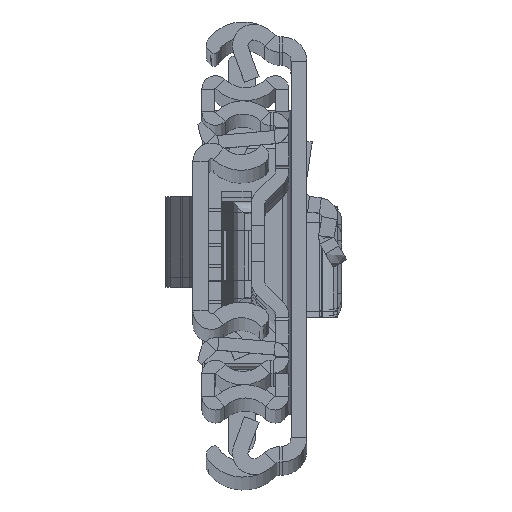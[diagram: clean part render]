
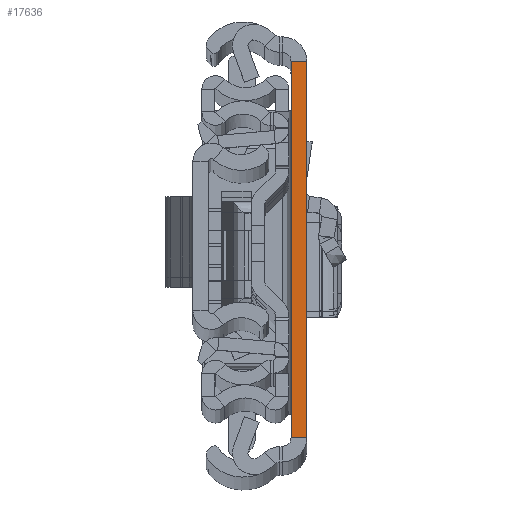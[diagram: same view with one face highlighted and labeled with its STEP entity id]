
A CAD part, top view. The second image highlights one B-rep face of the part: STEP entity #17636.
In plain terms, the highlighted planar face has unit normal (0, 0, 1).
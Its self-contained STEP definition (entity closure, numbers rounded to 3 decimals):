
#167 = DIRECTION ( 'NONE',  ( 0., 1., 0. ) ) ;
#325 = VERTEX_POINT ( 'NONE', #3699 ) ;
#1310 = AXIS2_PLACEMENT_3D ( 'NONE', #5339, #14072, #9811 ) ;
#1738 = CARTESIAN_POINT ( 'NONE',  ( 0., -31.5, 0. ) ) ;
#2810 = VECTOR ( 'NONE', #6203, 1000. ) ;
#3226 = LINE ( 'NONE', #8266, #2810 ) ;
#3531 = ORIENTED_EDGE ( 'NONE', *, *, #4009, .F. ) ;
#3699 = CARTESIAN_POINT ( 'NONE',  ( 0., 31.5, 0. ) ) ;
#3957 = VECTOR ( 'NONE', #18776, 1000. ) ;
#3966 = ORIENTED_EDGE ( 'NONE', *, *, #14280, .T. ) ;
#4009 = EDGE_CURVE ( 'NONE', #325, #14361, #7664, .T. ) ;
#4194 = CARTESIAN_POINT ( 'NONE',  ( 2.6, 31.5, 0. ) ) ;
#4692 = ORIENTED_EDGE ( 'NONE', *, *, #8950, .T. ) ;
#5339 = CARTESIAN_POINT ( 'NONE',  ( 2.6, -31.5, 0. ) ) ;
#5352 = CARTESIAN_POINT ( 'NONE',  ( 2.6, -31.5, 0. ) ) ;
#6203 = DIRECTION ( 'NONE',  ( 0., 1., 0. ) ) ;
#6360 = CARTESIAN_POINT ( 'NONE',  ( 2.6, 31.5, 0. ) ) ;
#6490 = CARTESIAN_POINT ( 'NONE',  ( 0., -31.5, 0. ) ) ;
#7165 = EDGE_CURVE ( 'NONE', #18373, #325, #11887, .T. ) ;
#7583 = VECTOR ( 'NONE', #9430, 1000. ) ;
#7664 = LINE ( 'NONE', #6360, #7583 ) ;
#7710 = VECTOR ( 'NONE', #167, 1000. ) ;
#8266 = CARTESIAN_POINT ( 'NONE',  ( 2.6, -31.5, 0. ) ) ;
#8950 = EDGE_CURVE ( 'NONE', #18373, #14805, #12725, .T. ) ;
#8954 = ORIENTED_EDGE ( 'NONE', *, *, #7165, .F. ) ;
#9430 = DIRECTION ( 'NONE',  ( 1., 0., 0. ) ) ;
#9753 = CARTESIAN_POINT ( 'NONE',  ( 2.6, -31.5, 0. ) ) ;
#9811 = DIRECTION ( 'NONE',  ( 0., 1., 0. ) ) ;
#11887 = LINE ( 'NONE', #1738, #7710 ) ;
#12725 = LINE ( 'NONE', #9753, #3957 ) ;
#14072 = DIRECTION ( 'NONE',  ( 0., 0., -1. ) ) ;
#14170 = PLANE ( 'NONE',  #1310 ) ;
#14280 = EDGE_CURVE ( 'NONE', #14805, #14361, #3226, .T. ) ;
#14361 = VERTEX_POINT ( 'NONE', #4194 ) ;
#14805 = VERTEX_POINT ( 'NONE', #5352 ) ;
#17636 = ADVANCED_FACE ( 'NONE', ( #18631 ), #14170, .F. ) ;
#18254 = EDGE_LOOP ( 'NONE', ( #3531, #8954, #4692, #3966 ) ) ;
#18373 = VERTEX_POINT ( 'NONE', #6490 ) ;
#18631 = FACE_OUTER_BOUND ( 'NONE', #18254, .T. ) ;
#18776 = DIRECTION ( 'NONE',  ( 1., 0., 0. ) ) ;
